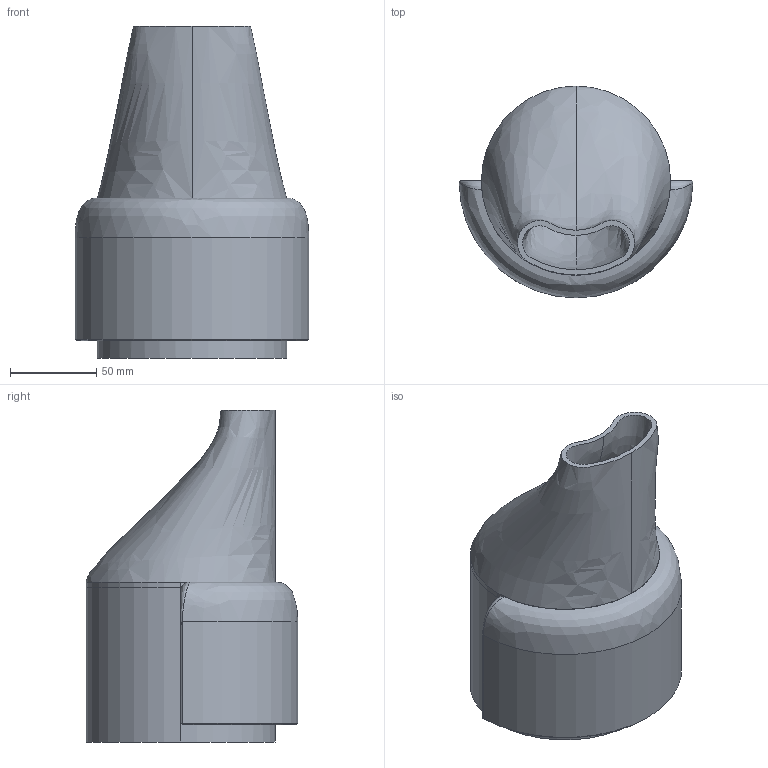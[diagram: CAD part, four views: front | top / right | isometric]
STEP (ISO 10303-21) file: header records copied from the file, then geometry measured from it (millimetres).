
FILE_DESCRIPTION (( 'STEP AP214' ), '1' );
FILE_NAME ('pump.STEP', '2025-08-14T11:51:47', ( '' ), ( '' ), 'SwSTEP 2.0', 'SolidWorks 2024', '' );
FILE_SCHEMA (( 'AUTOMOTIVE_DESIGN' ));
Length unit declared in the file: millimetre
Products named in the file (6): pump case; impeller; intake2; tmp; pump; spout
Assembly tree (5 placements, depth 2):
  pump
    pump case
    spout
    intake2
    impeller
    tmp
Bounding box: 135.99 x 123 x 193 mm (x, y, z)
Volume: 1313657.8 mm3; surface area: 182416.1 mm2
Topology: 5 solids, 5 shells, 163 faces, 440 edges, 284 vertices
Faces by surface type: cylinder 91, plane 39, bspline 29, cone 4
Entity records: 7482 total; most frequent: CARTESIAN_POINT 3250, ORIENTED_EDGE 874, DIRECTION 864, EDGE_CURVE 437, AXIS2_PLACEMENT_3D 360, VERTEX_POINT 284, CIRCLE 218, EDGE_LOOP 169
